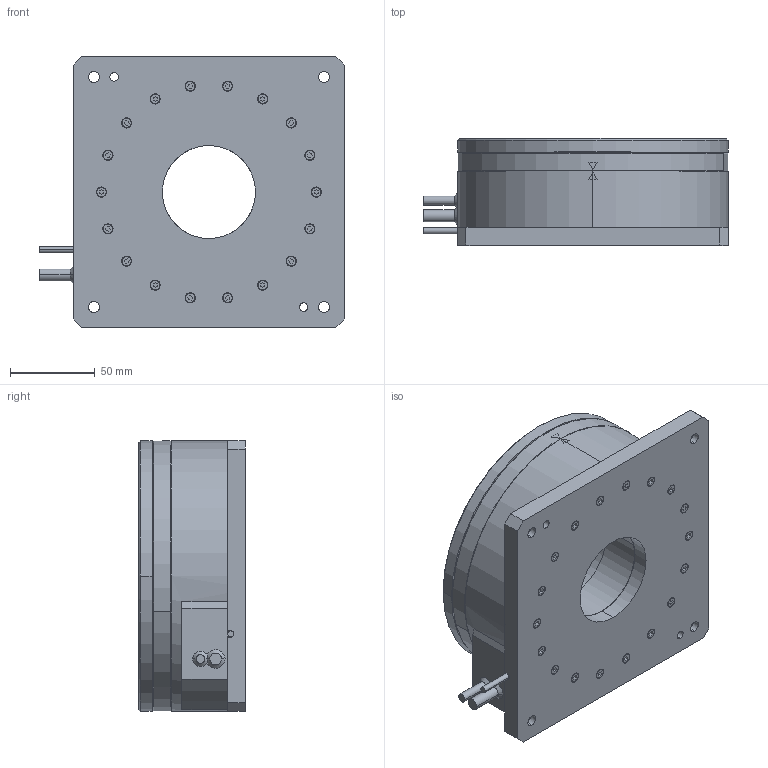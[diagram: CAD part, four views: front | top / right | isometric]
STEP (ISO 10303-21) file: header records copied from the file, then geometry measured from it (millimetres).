
FILE_DESCRIPTION (( 'STEP AP203' ), '1' );
FILE_NAME ('FMSR160D.STEP', '2022-11-18T10:20:51', ( '' ), ( '' ), 'SwSTEP 2.0', 'SolidWorks 2017', '' );
FILE_SCHEMA (( 'CONFIG_CONTROL_DESIGN' ));
Length unit declared in the file: millimetre
Products named in the file (1): FMSR160D
Bounding box: 180 x 63 x 160.05 mm (x, y, z)
Surface area: 119397.1 mm2 (no closed solid volume)
Topology: 0 solids, 41 shells, 534 faces, 1491 edges, 981 vertices
Faces by surface type: plane 234, cylinder 204, cone 80, bspline 16
Entity records: 17353 total; most frequent: CARTESIAN_POINT 3314, DIRECTION 3078, ORIENTED_EDGE 2533, EDGE_CURVE 1479, AXIS2_PLACEMENT_3D 1105, VERTEX_POINT 981, LINE 868, VECTOR 868
